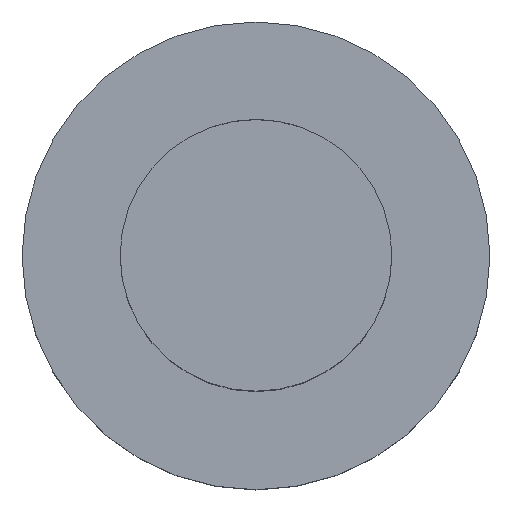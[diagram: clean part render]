
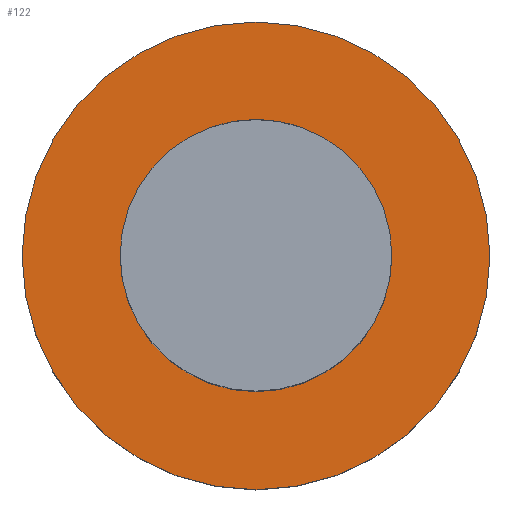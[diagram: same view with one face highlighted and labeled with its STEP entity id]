
A CAD part, top view. The second image highlights one B-rep face of the part: STEP entity #122.
In plain terms, the highlighted planar face has unit normal (0, 0, 1).
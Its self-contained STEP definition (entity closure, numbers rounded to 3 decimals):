
#89=EDGE_CURVE('240[2]',#198,#198,#199,.T.);
#93=EDGE_CURVE('240[2]',#205,#205,#206,.T.);
#122=ADVANCED_FACE('240[2]',(#250,#251),#252,.T.);
#198=VERTEX_POINT('',#333);
#199=CIRCLE('',#334,15.5);
#205=VERTEX_POINT('',#407);
#206=CIRCLE('',#408,9.0);
#250=FACE_BOUND('',#562,.T.);
#251=FACE_OUTER_BOUND('',#563,.T.);
#252=PLANE('',#564);
#333=CARTESIAN_POINT('',(0.,15.5,0.));
#334=AXIS2_PLACEMENT_3D('',#670,#671,#672);
#407=CARTESIAN_POINT('',(9.0,0.0,0.0));
#408=AXIS2_PLACEMENT_3D('',#673,#674,#675);
#562=EDGE_LOOP('',(#718));
#563=EDGE_LOOP('',(#719));
#564=AXIS2_PLACEMENT_3D('',#720,#721,#722);
#670=CARTESIAN_POINT('',(0.0,0.0,0.0));
#671=DIRECTION('',(0.,0.,1.0));
#672=DIRECTION('',(0.,1.0,0.));
#673=CARTESIAN_POINT('',(0.0,0.0,0.));
#674=DIRECTION('',(0.,0.,-1.0));
#675=DIRECTION('',(1.0,0.,0.));
#718=ORIENTED_EDGE('',*,*,#93,.T.);
#719=ORIENTED_EDGE('',*,*,#89,.T.);
#720=CARTESIAN_POINT('',(0.,7.75,0.));
#721=DIRECTION('',(0.,0.,1.0));
#722=DIRECTION('',(1.0,0.,0.0));
